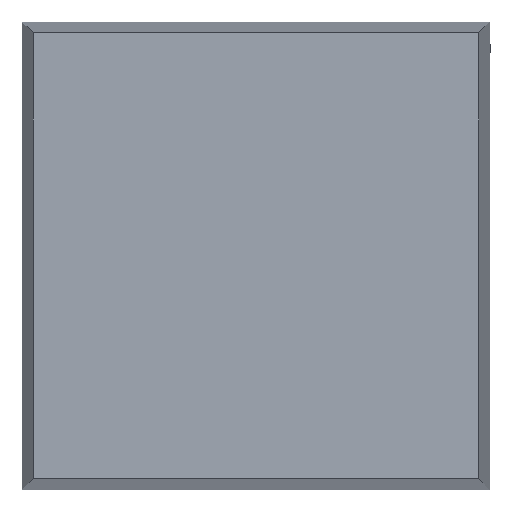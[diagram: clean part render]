
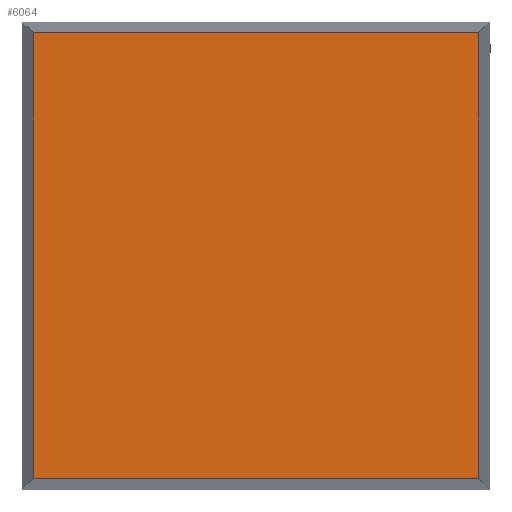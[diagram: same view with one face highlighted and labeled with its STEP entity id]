
A CAD part, top view. The second image highlights one B-rep face of the part: STEP entity #6064.
In plain terms, the highlighted planar face has unit normal (0, 0, 1).
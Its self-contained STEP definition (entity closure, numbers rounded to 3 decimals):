
#452 = VECTOR ( 'NONE', #1448, 1000. ) ;
#646 = ORIENTED_EDGE ( 'NONE', *, *, #13395, .T. ) ;
#957 = CARTESIAN_POINT ( 'NONE',  ( -0.649, 0.619, 0.65 ) ) ;
#1026 = LINE ( 'NONE', #957, #11255 ) ;
#1305 = VERTEX_POINT ( 'NONE', #1558 ) ;
#1448 = DIRECTION ( 'NONE',  ( 0., 1., 0. ) ) ;
#1558 = CARTESIAN_POINT ( 'NONE',  ( 0.62, -0.619, 0.65 ) ) ;
#2109 = VECTOR ( 'NONE', #10585, 1000. ) ;
#2174 = DIRECTION ( 'NONE',  ( -1., 0., 0. ) ) ;
#2194 = VERTEX_POINT ( 'NONE', #6277 ) ;
#2515 = LINE ( 'NONE', #13023, #2109 ) ;
#2769 = EDGE_CURVE ( 'NONE', #13803, #1305, #8449, .T. ) ;
#4072 = ORIENTED_EDGE ( 'NONE', *, *, #13757, .T. ) ;
#6064 = ADVANCED_FACE ( 'NONE', ( #10881 ), #10576, .T. ) ;
#6277 = CARTESIAN_POINT ( 'NONE',  ( -0.618, 0.619, 0.65 ) ) ;
#6683 = CARTESIAN_POINT ( 'NONE',  ( -0.618, -0.619, 0.65 ) ) ;
#7067 = ORIENTED_EDGE ( 'NONE', *, *, #14613, .T. ) ;
#8281 = CARTESIAN_POINT ( 'NONE',  ( 0.001, 0., 0.65 ) ) ;
#8449 = LINE ( 'NONE', #12021, #9606 ) ;
#9515 = LINE ( 'NONE', #14159, #452 ) ;
#9606 = VECTOR ( 'NONE', #13103, 1000. ) ;
#10576 = PLANE ( 'NONE',  #10918 ) ;
#10585 = DIRECTION ( 'NONE',  ( 0., -1., 0. ) ) ;
#10881 = FACE_OUTER_BOUND ( 'NONE', #11352, .T. ) ;
#10918 = AXIS2_PLACEMENT_3D ( 'NONE', #8281, #11868, #11784 ) ;
#11255 = VECTOR ( 'NONE', #2174, 1000. ) ;
#11352 = EDGE_LOOP ( 'NONE', ( #7067, #646, #4072, #13382 ) ) ;
#11401 = VERTEX_POINT ( 'NONE', #13763 ) ;
#11784 = DIRECTION ( 'NONE',  ( 0., -1., 0. ) ) ;
#11868 = DIRECTION ( 'NONE',  ( 0., 0., 1. ) ) ;
#12021 = CARTESIAN_POINT ( 'NONE',  ( 0.651, -0.619, 0.65 ) ) ;
#13023 = CARTESIAN_POINT ( 'NONE',  ( -0.618, -0.65, 0.65 ) ) ;
#13103 = DIRECTION ( 'NONE',  ( 1., 0., 0. ) ) ;
#13382 = ORIENTED_EDGE ( 'NONE', *, *, #2769, .T. ) ;
#13395 = EDGE_CURVE ( 'NONE', #11401, #2194, #1026, .T. ) ;
#13757 = EDGE_CURVE ( 'NONE', #2194, #13803, #2515, .T. ) ;
#13763 = CARTESIAN_POINT ( 'NONE',  ( 0.62, 0.619, 0.65 ) ) ;
#13803 = VERTEX_POINT ( 'NONE', #6683 ) ;
#14159 = CARTESIAN_POINT ( 'NONE',  ( 0.62, 0.65, 0.65 ) ) ;
#14613 = EDGE_CURVE ( 'NONE', #1305, #11401, #9515, .T. ) ;
